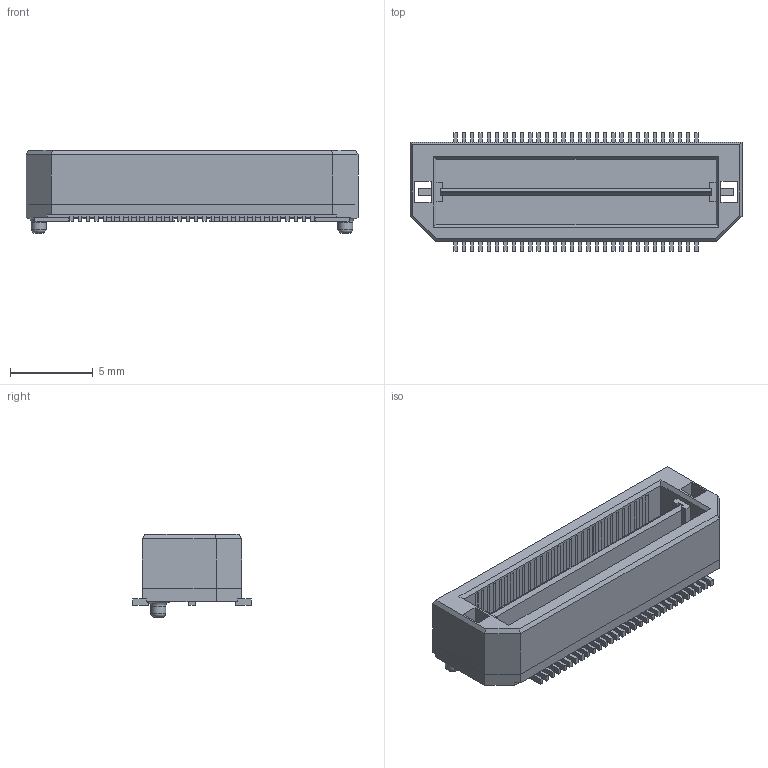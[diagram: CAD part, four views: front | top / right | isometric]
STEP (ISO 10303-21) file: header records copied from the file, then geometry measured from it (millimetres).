
FILE_DESCRIPTION(/* description */ (''),/* implementation_level */ '2;1');
FILE_NAME(/* name */ 'SAMTEC_QTH-030-01-L-D-A.stp',/* time_stamp */ '2015-02-24T13:26:27+01:00',/* author */ ('admchouv'),/* organization */ ('SAMTEC'),/* preprocessor_version */ 'ST-DEVELOPER v15.5',/* originating_system */ 'AutoCAD Mechanical',/* authorisation */ '');
FILE_SCHEMA (('AUTOMOTIVE_DESIGN { 1 0 10303 214 3 1 1 }'));
Length unit declared in the file: millimetre
Products named in the file (1): Product
Bounding box: 20 x 7.14 x 5.01 mm (x, y, z)
Volume: 316.3 mm3; surface area: 1035 mm2
Topology: 125 solids, 125 shells, 838 faces, 1752 edges, 1164 vertices
Faces by surface type: plane 832, bspline 2, torus 2, cylinder 2
Full cylindrical faces by diameter (mm): 0.889 x2
Entity records: 21754 total; most frequent: CARTESIAN_POINT 3803, ORIENTED_EDGE 3492, DIRECTION 3430, EDGE_CURVE 1746, LINE 1732, VECTOR 1732, VERTEX_POINT 1162, EDGE_LOOP 850
